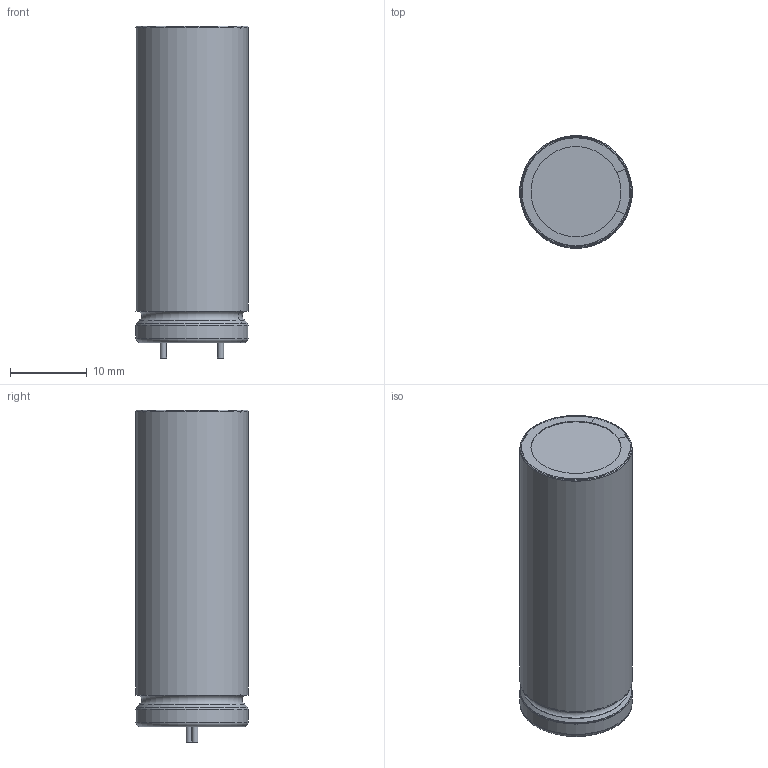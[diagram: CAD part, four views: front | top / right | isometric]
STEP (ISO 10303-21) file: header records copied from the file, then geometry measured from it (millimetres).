
FILE_DESCRIPTION(('FreeCAD Model'),'2;1');
FILE_NAME('CAPPR750-1450X4000.step', '2020-02-22T14:25:07',(''),(''),'Open CASCADE STEP processor 7.3', 'FreeCAD','Unknown');
FILE_SCHEMA(('AUTOMOTIVE_DESIGN { 1 0 10303 214 1 1 1 1 }'));
Length unit declared in the file: millimetre
Products named in the file (1): Compound003
Bounding box: 14.64 x 14.64 x 43.4 mm (x, y, z)
Volume: 6991.5 mm3; surface area: 6803.8 mm2
Topology: 6 solids, 6 shells, 73 faces, 519 edges, 1455 vertices
Faces by surface type: plane 23, torus 23, cylinder 20, cone 5, bspline 2
Full cylindrical faces by diameter (mm): 0.8 x2, 1.8 x2, 2 x2, 11 x1, 13.75 x1, 14.5 x2
Entity records: 13829 total; most frequent: CARTESIAN_POINT 7165, DIRECTION 1063, AXIS2_PLACEMENT_3D 393, CIRCLE 354, GEOMETRIC_CURVE_SET 347, ORIENTED_EDGE 346, PCURVE 346, DEFINITIONAL_REPRESENTATION 346
